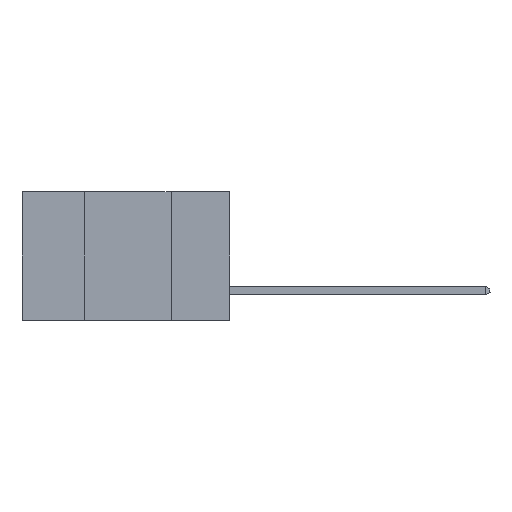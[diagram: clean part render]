
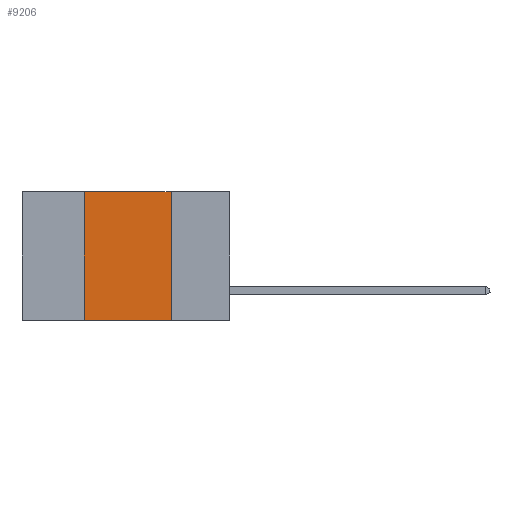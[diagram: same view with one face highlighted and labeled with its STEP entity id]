
A CAD part, left-side view. The second image highlights one B-rep face of the part: STEP entity #9206.
In plain terms, the highlighted planar face has unit normal (-1, 0, 0).
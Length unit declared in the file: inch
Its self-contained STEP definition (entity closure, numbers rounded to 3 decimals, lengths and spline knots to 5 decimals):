
#453 = DIRECTION ( 'NONE',  ( 0., 0., 1. ) ) ;
#708 = LINE ( 'NONE', #10876, #3787 ) ;
#1245 = VERTEX_POINT ( 'NONE', #2664 ) ;
#1397 = VECTOR ( 'NONE', #6322, 39.37008 ) ;
#1929 = EDGE_CURVE ( 'NONE', #2419, #1245, #708, .T. ) ;
#2188 = VECTOR ( 'NONE', #453, 39.37008 ) ;
#2419 = VERTEX_POINT ( 'NONE', #4898 ) ;
#2664 = CARTESIAN_POINT ( 'NONE',  ( 0., 0.17, 0. ) ) ;
#2688 = CARTESIAN_POINT ( 'NONE',  ( 0., 0.6, 0. ) ) ;
#2721 = VERTEX_POINT ( 'NONE', #6794 ) ;
#3103 = CARTESIAN_POINT ( 'NONE',  ( 0., 0.42, 0. ) ) ;
#3135 = EDGE_LOOP ( 'NONE', ( #10957, #4007, #7815, #6412 ) ) ;
#3264 = DIRECTION ( 'NONE',  ( 0., -1., 0. ) ) ;
#3537 = PLANE ( 'NONE',  #3984 ) ;
#3542 = CARTESIAN_POINT ( 'NONE',  ( 0., 0.42, -0.37 ) ) ;
#3787 = VECTOR ( 'NONE', #3264, 39.37008 ) ;
#3984 = AXIS2_PLACEMENT_3D ( 'NONE', #2688, #8692, #5245 ) ;
#4007 = ORIENTED_EDGE ( 'NONE', *, *, #1929, .F. ) ;
#4058 = VECTOR ( 'NONE', #7017, 39.37008 ) ;
#4617 = VERTEX_POINT ( 'NONE', #3542 ) ;
#4898 = CARTESIAN_POINT ( 'NONE',  ( 0., 0.42, 0. ) ) ;
#5245 = DIRECTION ( 'NONE',  ( 0., 0., -1. ) ) ;
#6020 = CARTESIAN_POINT ( 'NONE',  ( 0., 0.6, -0.37 ) ) ;
#6322 = DIRECTION ( 'NONE',  ( 0., 0., -1. ) ) ;
#6412 = ORIENTED_EDGE ( 'NONE', *, *, #7403, .T. ) ;
#6466 = LINE ( 'NONE', #6020, #4058 ) ;
#6576 = EDGE_CURVE ( 'NONE', #1245, #2721, #10552, .T. ) ;
#6794 = CARTESIAN_POINT ( 'NONE',  ( 0., 0.17, -0.37 ) ) ;
#6877 = FACE_OUTER_BOUND ( 'NONE', #3135, .T. ) ;
#7017 = DIRECTION ( 'NONE',  ( 0., -1., 0. ) ) ;
#7273 = CARTESIAN_POINT ( 'NONE',  ( 0., 0.17, 0. ) ) ;
#7403 = EDGE_CURVE ( 'NONE', #4617, #2721, #6466, .T. ) ;
#7815 = ORIENTED_EDGE ( 'NONE', *, *, #8361, .F. ) ;
#8361 = EDGE_CURVE ( 'NONE', #4617, #2419, #8366, .T. ) ;
#8366 = LINE ( 'NONE', #3103, #2188 ) ;
#8692 = DIRECTION ( 'NONE',  ( 1., 0., 0. ) ) ;
#9206 = ADVANCED_FACE ( 'NONE', ( #6877 ), #3537, .F. ) ;
#10552 = LINE ( 'NONE', #7273, #1397 ) ;
#10876 = CARTESIAN_POINT ( 'NONE',  ( 0., 0.6, 0. ) ) ;
#10957 = ORIENTED_EDGE ( 'NONE', *, *, #6576, .F. ) ;
